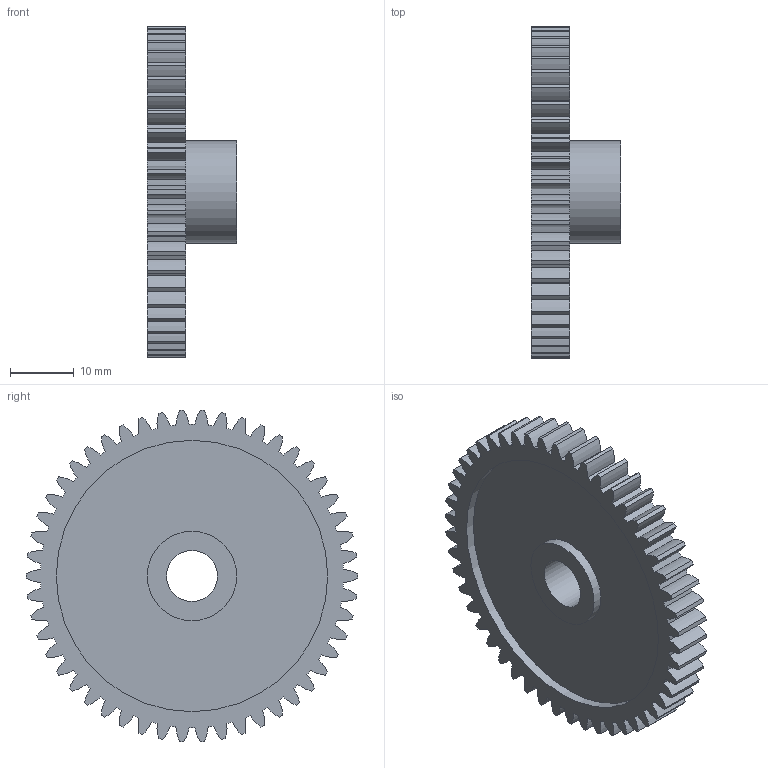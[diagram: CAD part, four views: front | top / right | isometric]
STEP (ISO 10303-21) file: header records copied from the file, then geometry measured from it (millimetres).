
FILE_DESCRIPTION( ( 'STEP AP203' ), '1' );
FILE_NAME( 'DS1-50_On.stp', '2020-10-25T08:36:50', ( 'License CC BY-ND 4.0' ), ( 'CADENAS' ), ' ', 'PARTsolutions', ' ' );
FILE_SCHEMA( ( 'CONFIG_CONTROL_DESIGN' ) );
Length unit declared in the file: millimetre
Products named in the file (1): _DS1-50_On
Bounding box: 14 x 52 x 51.93 mm (x, y, z)
Volume: 8852.3 mm3; surface area: 6988.8 mm2
Topology: 1 solids, 1 shells, 211 faces, 615 edges, 410 vertices
Faces by surface type: cylinder 205, plane 6
Full cylindrical faces by diameter (mm): 8 x1, 14 x1, 16 x1, 42.5 x2
Entity records: 7262 total; most frequent: DIRECTION 1444, CARTESIAN_POINT 1232, ORIENTED_EDGE 1220, AXIS2_PLACEMENT_3D 622, EDGE_CURVE 610, VERTEX_POINT 410, CIRCLE 410, EDGE_LOOP 222
